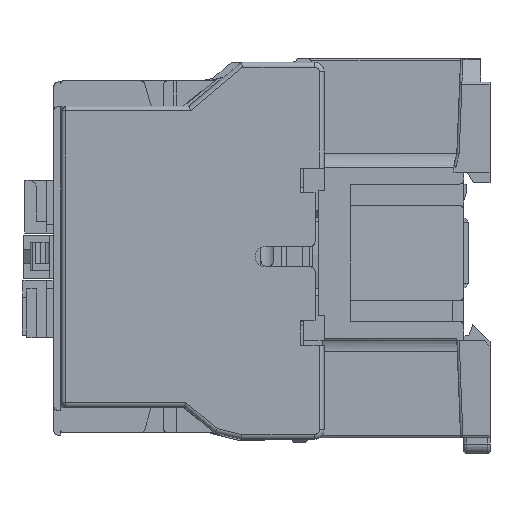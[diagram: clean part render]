
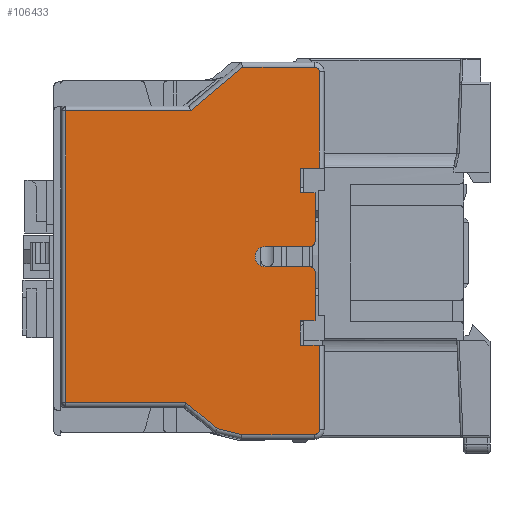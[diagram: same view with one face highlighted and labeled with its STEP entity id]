
A CAD part, left-side view. The second image highlights one B-rep face of the part: STEP entity #106433.
In plain terms, the highlighted planar face has unit normal (-1, 0, 0).
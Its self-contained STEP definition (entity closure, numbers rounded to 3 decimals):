
#24840=DIRECTION('',(0.,0.,1.));
#24841=VECTOR('',#24840,61.5);
#24842=CARTESIAN_POINT('',(-28.2,34.3,-30.75));
#24843=LINE('',#24842,#24841);
#26520=DIRECTION('',(0.,0.765,-0.644));
#26521=VECTOR('',#26520,14.372);
#26522=CARTESIAN_POINT('',(-28.2,-3.065,40.));
#26523=LINE('',#26522,#26521);
#26546=DIRECTION('',(0.,1.,0.));
#26547=VECTOR('',#26546,4.);
#26548=CARTESIAN_POINT('',(-28.2,-19.2,18.7));
#26549=LINE('',#26548,#26547);
#26550=DIRECTION('',(0.,0.,1.));
#26551=VECTOR('',#26550,5.2);
#26552=CARTESIAN_POINT('',(-28.2,-15.2,13.5));
#26553=LINE('',#26552,#26551);
#26554=DIRECTION('',(0.,1.,0.));
#26555=VECTOR('',#26554,3.1);
#26556=CARTESIAN_POINT('',(-28.2,-18.3,13.5));
#26557=LINE('',#26556,#26555);
#26558=DIRECTION('',(0.,0.,1.));
#26559=VECTOR('',#26558,10.35);
#26560=CARTESIAN_POINT('',(-28.2,-18.3,3.15));
#26561=LINE('',#26560,#26559);
#26562=DIRECTION('',(0.,1.,0.));
#26563=VECTOR('',#26562,9.5);
#26564=CARTESIAN_POINT('',(-28.2,-17.3,2.15));
#26565=LINE('',#26564,#26563);
#26566=CARTESIAN_POINT('',(-28.2,-7.8,0.));
#26567=DIRECTION('',(1.,0.,0.));
#26568=DIRECTION('',(0.,0.,-1.));
#26569=AXIS2_PLACEMENT_3D('',#26566,#26567,#26568);
#26571=DIRECTION('',(0.,1.,0.));
#26572=VECTOR('',#26571,9.5);
#26573=CARTESIAN_POINT('',(-28.2,-17.3,-2.15));
#26574=LINE('',#26573,#26572);
#26575=DIRECTION('',(0.,0.,1.));
#26576=VECTOR('',#26575,10.35);
#26577=CARTESIAN_POINT('',(-28.2,-18.3,-13.5));
#26578=LINE('',#26577,#26576);
#26579=DIRECTION('',(0.,1.,0.));
#26580=VECTOR('',#26579,3.1);
#26581=CARTESIAN_POINT('',(-28.2,-18.3,-13.5));
#26582=LINE('',#26581,#26580);
#26583=DIRECTION('',(0.,0.,1.));
#26584=VECTOR('',#26583,5.2);
#26585=CARTESIAN_POINT('',(-28.2,-15.2,-18.7));
#26586=LINE('',#26585,#26584);
#26587=DIRECTION('',(0.,1.,0.));
#26588=VECTOR('',#26587,4.);
#26589=CARTESIAN_POINT('',(-28.2,-19.2,-18.7));
#26590=LINE('',#26589,#26588);
#26600=DIRECTION('',(0.,0.,1.));
#26601=VECTOR('',#26600,17.8);
#26602=CARTESIAN_POINT('',(-28.2,-19.2,-36.5));
#26603=LINE('',#26602,#26601);
#26709=DIRECTION('',(0.,-0.766,-0.643));
#26710=VECTOR('',#26709,8.609);
#26711=CARTESIAN_POINT('',(-28.2,8.936,-30.75));
#26712=LINE('',#26711,#26710);
#26722=DIRECTION('',(0.,-1.,0.));
#26723=VECTOR('',#26722,25.364);
#26724=CARTESIAN_POINT('',(-28.2,34.3,-30.75));
#26725=LINE('',#26724,#26723);
#26744=DIRECTION('',(0.,-0.973,-0.23));
#26745=VECTOR('',#26744,5.298);
#26746=CARTESIAN_POINT('',(-28.2,2.339,-36.281));
#26747=LINE('',#26746,#26745);
#26770=DIRECTION('',(0.,-1.,0.));
#26771=VECTOR('',#26770,15.383);
#26772=CARTESIAN_POINT('',(-28.2,-2.817,-37.5));
#26773=LINE('',#26772,#26771);
#26796=CARTESIAN_POINT('',(-28.2,-18.2,-36.5));
#26797=DIRECTION('',(-1.,0.,0.));
#26798=DIRECTION('',(0.,0.,-1.));
#26799=AXIS2_PLACEMENT_3D('',#26796,#26797,#26798);
#34761=DIRECTION('',(0.,1.,0.));
#34762=VECTOR('',#34761,26.365);
#34763=CARTESIAN_POINT('',(-28.2,7.935,30.75));
#34764=LINE('',#34763,#34762);
#34774=DIRECTION('',(0.,-1.,0.));
#34775=VECTOR('',#34774,15.135);
#34776=CARTESIAN_POINT('',(-28.2,-3.065,40.));
#34777=LINE('',#34776,#34775);
#34814=CARTESIAN_POINT('',(-28.2,-18.2,39.));
#34815=DIRECTION('',(1.,0.,0.));
#34816=DIRECTION('',(0.,0.,1.));
#34817=AXIS2_PLACEMENT_3D('',#34814,#34815,#34816);
#34824=DIRECTION('',(0.,0.,-1.));
#34825=VECTOR('',#34824,20.3);
#34826=CARTESIAN_POINT('',(-28.2,-19.2,39.));
#34827=LINE('',#34826,#34825);
#34883=CARTESIAN_POINT('',(-28.2,-17.3,3.15));
#34884=DIRECTION('',(-1.,0.,0.));
#34885=DIRECTION('',(0.,0.,-1.));
#34886=AXIS2_PLACEMENT_3D('',#34883,#34884,#34885);
#34908=CARTESIAN_POINT('',(-28.2,-17.3,-3.15));
#34909=DIRECTION('',(-1.,0.,0.));
#34910=DIRECTION('',(0.,-1.,0.));
#34911=AXIS2_PLACEMENT_3D('',#34908,#34909,#34910);
#50151=CARTESIAN_POINT('',(-28.2,-7.8,-2.15));
#50152=CARTESIAN_POINT('',(-28.2,-7.8,2.15));
#50153=VERTEX_POINT('',#50151);
#50154=VERTEX_POINT('',#50152);
#50155=CARTESIAN_POINT('',(-28.2,-15.2,-18.7));
#50156=CARTESIAN_POINT('',(-28.2,-15.2,-13.5));
#50157=VERTEX_POINT('',#50155);
#50158=VERTEX_POINT('',#50156);
#50159=CARTESIAN_POINT('',(-28.2,-15.2,13.5));
#50160=CARTESIAN_POINT('',(-28.2,-15.2,18.7));
#50161=VERTEX_POINT('',#50159);
#50162=VERTEX_POINT('',#50160);
#50175=CARTESIAN_POINT('',(-28.2,-18.3,-13.5));
#50176=VERTEX_POINT('',#50175);
#50177=CARTESIAN_POINT('',(-28.2,-18.3,13.5));
#50178=VERTEX_POINT('',#50177);
#51653=CARTESIAN_POINT('',(-28.2,-18.3,-3.15));
#51655=VERTEX_POINT('',#51653);
#51657=CARTESIAN_POINT('',(-28.2,-17.3,-2.15));
#51658=VERTEX_POINT('',#51657);
#51662=CARTESIAN_POINT('',(-28.2,-18.3,3.15));
#51664=VERTEX_POINT('',#51662);
#51667=CARTESIAN_POINT('',(-28.2,-17.3,2.15));
#51668=VERTEX_POINT('',#51667);
#51981=CARTESIAN_POINT('',(-28.2,-19.2,-36.5));
#51982=CARTESIAN_POINT('',(-28.2,-19.2,-18.7));
#51983=VERTEX_POINT('',#51981);
#51984=VERTEX_POINT('',#51982);
#51985=CARTESIAN_POINT('',(-28.2,-18.2,-37.5));
#51986=VERTEX_POINT('',#51985);
#51989=CARTESIAN_POINT('',(-28.2,-2.817,-37.5));
#51990=VERTEX_POINT('',#51989);
#51993=CARTESIAN_POINT('',(-28.2,2.339,-36.281));
#51994=VERTEX_POINT('',#51993);
#51999=CARTESIAN_POINT('',(-28.2,8.936,-30.75));
#52000=VERTEX_POINT('',#51999);
#52003=CARTESIAN_POINT('',(-28.2,34.3,-30.75));
#52004=VERTEX_POINT('',#52003);
#52005=CARTESIAN_POINT('',(-28.2,34.3,30.75));
#52006=VERTEX_POINT('',#52005);
#52007=CARTESIAN_POINT('',(-28.2,-19.2,39.));
#52008=CARTESIAN_POINT('',(-28.2,-19.2,18.7));
#52009=VERTEX_POINT('',#52007);
#52010=VERTEX_POINT('',#52008);
#52017=CARTESIAN_POINT('',(-28.2,-18.2,40.));
#52018=VERTEX_POINT('',#52017);
#52021=CARTESIAN_POINT('',(-28.2,-3.065,40.));
#52022=VERTEX_POINT('',#52021);
#52023=CARTESIAN_POINT('',(-28.2,7.935,30.75));
#52024=VERTEX_POINT('',#52023);
#106379=CARTESIAN_POINT('',(-28.2,35.3,-39.75));
#106380=DIRECTION('',(-1.,0.,0.));
#106381=DIRECTION('',(0.,-1.,0.));
#106382=AXIS2_PLACEMENT_3D('',#106379,#106380,#106381);
#106383=PLANE('',#106382);
#106385=ORIENTED_EDGE('',*,*,#106384,.F.);
#106387=ORIENTED_EDGE('',*,*,#106386,.F.);
#106389=ORIENTED_EDGE('',*,*,#106388,.F.);
#106391=ORIENTED_EDGE('',*,*,#106390,.F.);
#106393=ORIENTED_EDGE('',*,*,#106392,.F.);
#106395=ORIENTED_EDGE('',*,*,#106394,.F.);
#106396=ORIENTED_EDGE('',*,*,#104298,.T.);
#106398=ORIENTED_EDGE('',*,*,#106397,.F.);
#106399=ORIENTED_EDGE('',*,*,#106369,.F.);
#106401=ORIENTED_EDGE('',*,*,#106400,.T.);
#106403=ORIENTED_EDGE('',*,*,#106402,.T.);
#106405=ORIENTED_EDGE('',*,*,#106404,.T.);
#106407=ORIENTED_EDGE('',*,*,#106406,.T.);
#106409=ORIENTED_EDGE('',*,*,#106408,.F.);
#106411=ORIENTED_EDGE('',*,*,#106410,.F.);
#106413=ORIENTED_EDGE('',*,*,#106412,.F.);
#106415=ORIENTED_EDGE('',*,*,#106414,.F.);
#106417=ORIENTED_EDGE('',*,*,#106416,.T.);
#106419=ORIENTED_EDGE('',*,*,#106418,.F.);
#106421=ORIENTED_EDGE('',*,*,#106420,.F.);
#106423=ORIENTED_EDGE('',*,*,#106422,.F.);
#106424=ORIENTED_EDGE('',*,*,#103849,.F.);
#106426=ORIENTED_EDGE('',*,*,#106425,.T.);
#106428=ORIENTED_EDGE('',*,*,#106427,.F.);
#106430=ORIENTED_EDGE('',*,*,#106429,.F.);
#106431=EDGE_LOOP('',(#106385,#106387,#106389,#106391,#106393,#106395,#106396,
#106398,#106399,#106401,#106403,#106405,#106407,#106409,#106411,#106413,#106415,
#106417,#106419,#106421,#106423,#106424,#106426,#106428,#106430));
#106432=FACE_OUTER_BOUND('',#106431,.F.);
#106433=ADVANCED_FACE('',(#106432),#106383,.T.);
#26570=CIRCLE('',#26569,2.15);
#26800=CIRCLE('',#26799,1.);
#34818=CIRCLE('',#34817,1.);
#34887=CIRCLE('',#34886,1.);
#34912=CIRCLE('',#34911,1.);
#103849=EDGE_CURVE('',#50176,#51655,#26578,.T.);
#104298=EDGE_CURVE('',#52004,#52006,#24843,.T.);
#106369=EDGE_CURVE('',#52022,#52024,#26523,.T.);
#106384=EDGE_CURVE('',#51983,#51984,#26603,.T.);
#106386=EDGE_CURVE('',#51986,#51983,#26800,.T.);
#106388=EDGE_CURVE('',#51990,#51986,#26773,.T.);
#106390=EDGE_CURVE('',#51994,#51990,#26747,.T.);
#106392=EDGE_CURVE('',#52000,#51994,#26712,.T.);
#106394=EDGE_CURVE('',#52004,#52000,#26725,.T.);
#106397=EDGE_CURVE('',#52024,#52006,#34764,.T.);
#106400=EDGE_CURVE('',#52022,#52018,#34777,.T.);
#106402=EDGE_CURVE('',#52018,#52009,#34818,.T.);
#106404=EDGE_CURVE('',#52009,#52010,#34827,.T.);
#106406=EDGE_CURVE('',#52010,#50162,#26549,.T.);
#106408=EDGE_CURVE('',#50161,#50162,#26553,.T.);
#106410=EDGE_CURVE('',#50178,#50161,#26557,.T.);
#106412=EDGE_CURVE('',#51664,#50178,#26561,.T.);
#106414=EDGE_CURVE('',#51668,#51664,#34887,.T.);
#106416=EDGE_CURVE('',#51668,#50154,#26565,.T.);
#106418=EDGE_CURVE('',#50153,#50154,#26570,.T.);
#106420=EDGE_CURVE('',#51658,#50153,#26574,.T.);
#106422=EDGE_CURVE('',#51655,#51658,#34912,.T.);
#106425=EDGE_CURVE('',#50176,#50158,#26582,.T.);
#106427=EDGE_CURVE('',#50157,#50158,#26586,.T.);
#106429=EDGE_CURVE('',#51984,#50157,#26590,.T.);
